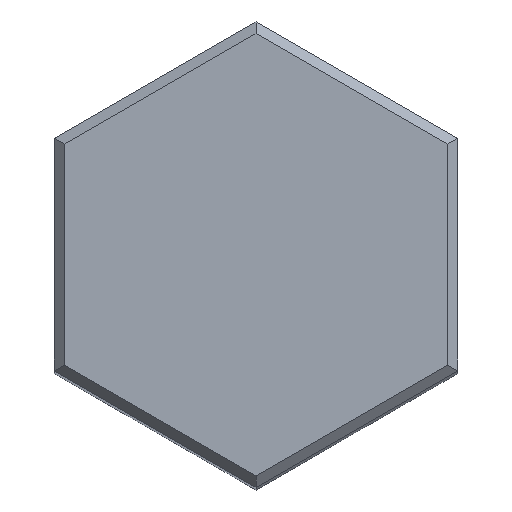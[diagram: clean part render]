
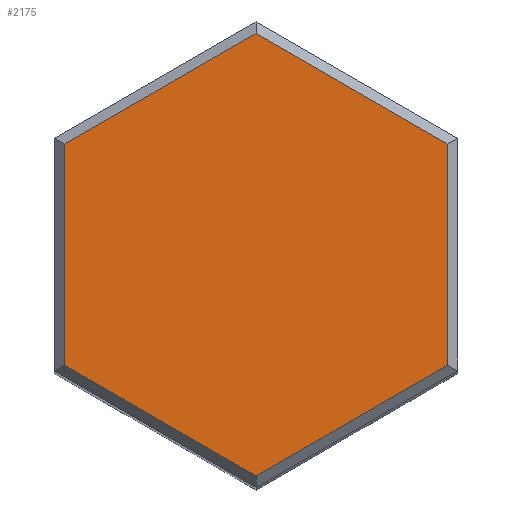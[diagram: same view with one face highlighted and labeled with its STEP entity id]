
A CAD part, top view. The second image highlights one B-rep face of the part: STEP entity #2175.
In plain terms, the highlighted planar face has unit normal (0, 0, 1).
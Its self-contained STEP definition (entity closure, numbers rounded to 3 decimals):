
#11 = CARTESIAN_POINT ( 'NONE',  ( -0.05, 2.223, 114. ) ) ;
#65 = LINE ( 'NONE', #4811, #5161 ) ;
#85 = CARTESIAN_POINT ( 'NONE',  ( 1.9, -1.097, 114. ) ) ;
#192 = VERTEX_POINT ( 'NONE', #259 ) ;
#259 = CARTESIAN_POINT ( 'NONE',  ( 0., -2.194, 114. ) ) ;
#334 = ORIENTED_EDGE ( 'NONE', *, *, #5113, .T. ) ;
#953 = VERTEX_POINT ( 'NONE', #6928 ) ;
#1097 = CARTESIAN_POINT ( 'NONE',  ( -1.95, 1.068, 114. ) ) ;
#1177 = EDGE_CURVE ( 'NONE', #192, #3037, #65, .T. ) ;
#1584 = DIRECTION ( 'NONE',  ( 1., 0., 0. ) ) ;
#1607 = CARTESIAN_POINT ( 'NONE',  ( 0.05, -2.223, 114. ) ) ;
#1624 = CARTESIAN_POINT ( 'NONE',  ( 1.9, 1.097, 114. ) ) ;
#1634 = EDGE_LOOP ( 'NONE', ( #7440, #8127, #6872, #7991, #5098, #334 ) ) ;
#2029 = VERTEX_POINT ( 'NONE', #2386 ) ;
#2112 = DIRECTION ( 'NONE',  ( 0., 0., 1. ) ) ;
#2165 = DIRECTION ( 'NONE',  ( 0.866, 0.5, 0. ) ) ;
#2175 = ADVANCED_FACE ( 'NONE', ( #6699 ), #8151, .T. ) ;
#2182 = LINE ( 'NONE', #1607, #7286 ) ;
#2205 = VERTEX_POINT ( 'NONE', #1624 ) ;
#2386 = CARTESIAN_POINT ( 'NONE',  ( -1.9, 1.097, 114. ) ) ;
#2645 = DIRECTION ( 'NONE',  ( -0.866, 0.5, 0. ) ) ;
#2731 = VECTOR ( 'NONE', #2645, 1000. ) ;
#3037 = VERTEX_POINT ( 'NONE', #85 ) ;
#3187 = LINE ( 'NONE', #5778, #4809 ) ;
#3546 = CARTESIAN_POINT ( 'NONE',  ( 0., 0., 114. ) ) ;
#4092 = LINE ( 'NONE', #11, #2731 ) ;
#4413 = LINE ( 'NONE', #1097, #6753 ) ;
#4664 = EDGE_CURVE ( 'NONE', #3037, #2205, #7269, .T. ) ;
#4737 = CARTESIAN_POINT ( 'NONE',  ( 1.9, 1.155, 114. ) ) ;
#4809 = VECTOR ( 'NONE', #5354, 1000. ) ;
#4811 = CARTESIAN_POINT ( 'NONE',  ( 1.95, -1.068, 114. ) ) ;
#4857 = VERTEX_POINT ( 'NONE', #7855 ) ;
#5098 = ORIENTED_EDGE ( 'NONE', *, *, #8346, .T. ) ;
#5113 = EDGE_CURVE ( 'NONE', #953, #2029, #4413, .T. ) ;
#5161 = VECTOR ( 'NONE', #2165, 1000. ) ;
#5354 = DIRECTION ( 'NONE',  ( 0., -1., 0. ) ) ;
#5664 = DIRECTION ( 'NONE',  ( -0.866, -0.5, 0. ) ) ;
#5778 = CARTESIAN_POINT ( 'NONE',  ( -1.9, -1.155, 114. ) ) ;
#6547 = EDGE_CURVE ( 'NONE', #2029, #4857, #3187, .T. ) ;
#6631 = VECTOR ( 'NONE', #7354, 1000. ) ;
#6699 = FACE_OUTER_BOUND ( 'NONE', #1634, .T. ) ;
#6753 = VECTOR ( 'NONE', #5664, 1000. ) ;
#6872 = ORIENTED_EDGE ( 'NONE', *, *, #1177, .T. ) ;
#6891 = DIRECTION ( 'NONE',  ( 0.866, -0.5, 0. ) ) ;
#6928 = CARTESIAN_POINT ( 'NONE',  ( 0., 2.194, 114. ) ) ;
#7178 = AXIS2_PLACEMENT_3D ( 'NONE', #3546, #2112, #1584 ) ;
#7269 = LINE ( 'NONE', #4737, #6631 ) ;
#7286 = VECTOR ( 'NONE', #6891, 1000. ) ;
#7354 = DIRECTION ( 'NONE',  ( 0., 1., 0. ) ) ;
#7401 = EDGE_CURVE ( 'NONE', #4857, #192, #2182, .T. ) ;
#7440 = ORIENTED_EDGE ( 'NONE', *, *, #6547, .T. ) ;
#7855 = CARTESIAN_POINT ( 'NONE',  ( -1.9, -1.097, 114. ) ) ;
#7991 = ORIENTED_EDGE ( 'NONE', *, *, #4664, .T. ) ;
#8127 = ORIENTED_EDGE ( 'NONE', *, *, #7401, .T. ) ;
#8151 = PLANE ( 'NONE',  #7178 ) ;
#8346 = EDGE_CURVE ( 'NONE', #2205, #953, #4092, .T. ) ;
